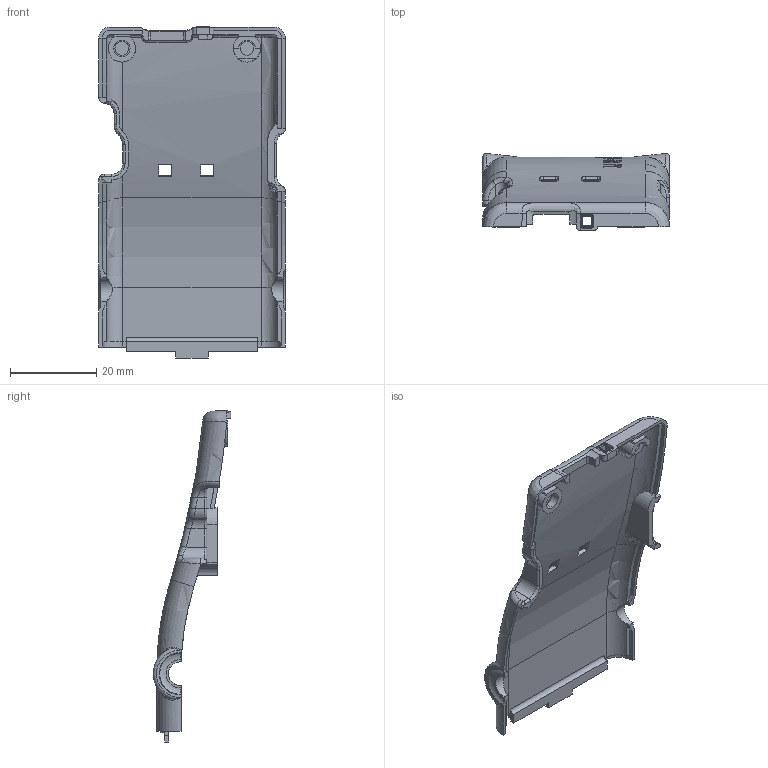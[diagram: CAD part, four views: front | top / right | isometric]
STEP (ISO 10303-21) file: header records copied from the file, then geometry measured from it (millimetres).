
FILE_DESCRIPTION (( 'STEP AP203' ), '1' );
FILE_NAME ('2020-0324-03_TYMPAN-EARPIECE-SHIELD_TOP.STEP', '2020-03-24T19:07:45', ( '' ), ( '' ), 'SwSTEP 2.0', 'SolidWorks 2018', '' );
FILE_SCHEMA (( 'CONFIG_CONTROL_DESIGN' ));
Length unit declared in the file: inch
Products named in the file (1): 2020-0324-03_TYMPAN-EARPIECE-SHIELD_TOP
Bounding box: 43.24 x 17.97 x 76.96 mm (x, y, z)
Volume: 6511.2 mm3; surface area: 8168.3 mm2
Topology: 1 solids, 1 shells, 515 faces, 1360 edges, 851 vertices
Faces by surface type: plane 213, cylinder 142, bspline 85, torus 61, cone 14
Entity records: 21001 total; most frequent: CARTESIAN_POINT 8844, ORIENTED_EDGE 2712, DIRECTION 2306, EDGE_CURVE 1356, VERTEX_POINT 851, AXIS2_PLACEMENT_3D 831, VECTOR 644, LINE 644
